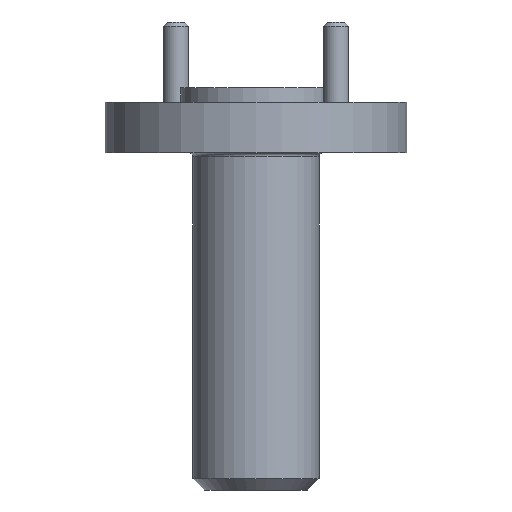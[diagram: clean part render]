
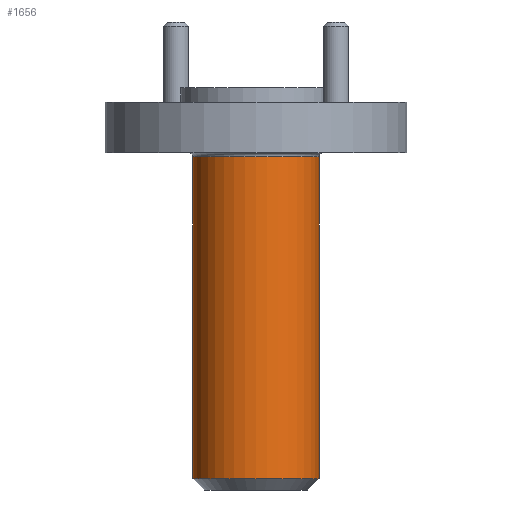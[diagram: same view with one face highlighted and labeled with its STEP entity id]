
A CAD part, front view. The second image highlights one B-rep face of the part: STEP entity #1656.
In plain terms, the highlighted cylindrical face has radius 3.98 mm (diameter 7.96 mm), a partial arc.
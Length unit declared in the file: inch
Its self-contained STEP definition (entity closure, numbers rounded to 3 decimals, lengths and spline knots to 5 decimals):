
#19 = VERTEX_POINT ( 'NONE', #433 ) ;
#65 = VERTEX_POINT ( 'NONE', #2103 ) ;
#70 = EDGE_LOOP ( 'NONE', ( #2042, #1706, #1888, #1780 ) ) ;
#85 = DIRECTION ( 'NONE',  ( -1., 0., 0. ) ) ;
#109 = VECTOR ( 'NONE', #1175, 39.37008 ) ;
#125 = VERTEX_POINT ( 'NONE', #1464 ) ;
#138 = CARTESIAN_POINT ( 'NONE',  ( 0., 0., 0.3182 ) ) ;
#190 = DIRECTION ( 'NONE',  ( 1., 0., 0. ) ) ;
#206 = DIRECTION ( 'NONE',  ( 0., 0., -1. ) ) ;
#313 = CIRCLE ( 'NONE', #1527, 0.15669 ) ;
#415 = DIRECTION ( 'NONE',  ( 0., 0., -1. ) ) ;
#433 = CARTESIAN_POINT ( 'NONE',  ( 0.15669, 0., -0.135 ) ) ;
#460 = CARTESIAN_POINT ( 'NONE',  ( -0.15669, 0., -0.135 ) ) ;
#477 = CYLINDRICAL_SURFACE ( 'NONE', #1169, 0.15669 ) ;
#506 = CARTESIAN_POINT ( 'NONE',  ( -0.15669, 0., 0.3182 ) ) ;
#693 = VECTOR ( 'NONE', #206, 39.37008 ) ;
#825 = CARTESIAN_POINT ( 'NONE',  ( 0., 0., -0.135 ) ) ;
#962 = DIRECTION ( 'NONE',  ( -1., 0., 0. ) ) ;
#1002 = EDGE_CURVE ( 'NONE', #1893, #65, #1481, .T. ) ;
#1047 = LINE ( 'NONE', #1529, #693 ) ;
#1058 = AXIS2_PLACEMENT_3D ( 'NONE', #825, #1496, #190 ) ;
#1169 = AXIS2_PLACEMENT_3D ( 'NONE', #138, #2068, #962 ) ;
#1175 = DIRECTION ( 'NONE',  ( 0., 0., -1. ) ) ;
#1177 = EDGE_CURVE ( 'NONE', #125, #65, #313, .T. ) ;
#1310 = CIRCLE ( 'NONE', #1058, 0.15669 ) ;
#1464 = CARTESIAN_POINT ( 'NONE',  ( 0.15669, 0., -0.935 ) ) ;
#1481 = LINE ( 'NONE', #506, #109 ) ;
#1483 = EDGE_CURVE ( 'NONE', #19, #125, #1047, .T. ) ;
#1496 = DIRECTION ( 'NONE',  ( 0., 0., -1. ) ) ;
#1527 = AXIS2_PLACEMENT_3D ( 'NONE', #1573, #415, #85 ) ;
#1529 = CARTESIAN_POINT ( 'NONE',  ( 0.15669, 0., 0.3182 ) ) ;
#1573 = CARTESIAN_POINT ( 'NONE',  ( 0., 0., -0.935 ) ) ;
#1656 = ADVANCED_FACE ( 'NONE', ( #1752 ), #477, .T. ) ;
#1706 = ORIENTED_EDGE ( 'NONE', *, *, #1835, .T. ) ;
#1752 = FACE_OUTER_BOUND ( 'NONE', #70, .T. ) ;
#1780 = ORIENTED_EDGE ( 'NONE', *, *, #1177, .F. ) ;
#1835 = EDGE_CURVE ( 'NONE', #19, #1893, #1310, .T. ) ;
#1888 = ORIENTED_EDGE ( 'NONE', *, *, #1002, .T. ) ;
#1893 = VERTEX_POINT ( 'NONE', #460 ) ;
#2042 = ORIENTED_EDGE ( 'NONE', *, *, #1483, .F. ) ;
#2068 = DIRECTION ( 'NONE',  ( 0., 0., -1. ) ) ;
#2103 = CARTESIAN_POINT ( 'NONE',  ( -0.15669, 0., -0.935 ) ) ;
